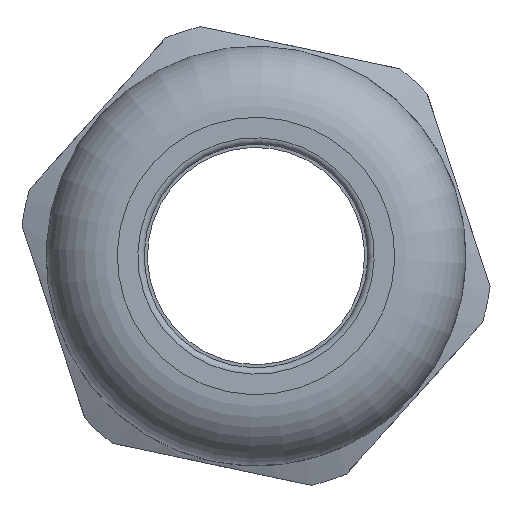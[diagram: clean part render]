
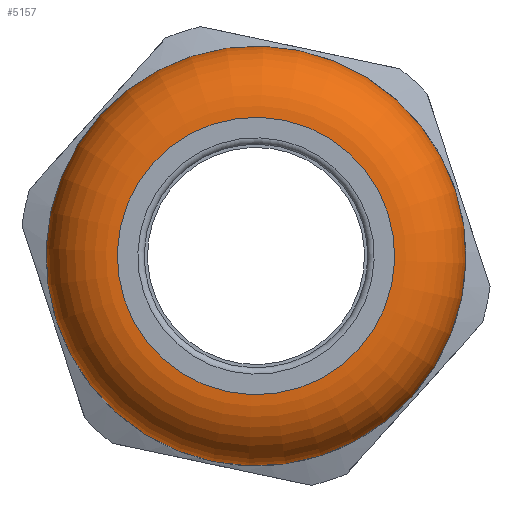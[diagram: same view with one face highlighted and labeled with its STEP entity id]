
A CAD part, left-side view. The second image highlights one B-rep face of the part: STEP entity #5157.
In plain terms, the highlighted toroidal (fillet/blend) face has major radius 6.515 mm and minor radius 3.34 mm.
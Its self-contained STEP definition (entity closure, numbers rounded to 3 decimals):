
#134=FACE_BOUND('',#1650,.T.);
#1332=FACE_OUTER_BOUND('',#1649,.T.);
#1649=EDGE_LOOP('',(#2617));
#1650=EDGE_LOOP('',(#2618));
#2617=ORIENTED_EDGE('',*,*,#3780,.T.);
#2618=ORIENTED_EDGE('',*,*,#3782,.F.);
#3780=EDGE_CURVE('',#4427,#4427,#4831,.T.);
#3782=EDGE_CURVE('',#4429,#4429,#4833,.T.);
#4427=VERTEX_POINT('',#10467);
#4429=VERTEX_POINT('',#10474);
#4831=CIRCLE('',#5674,6.515);
#4833=CIRCLE('',#5679,9.855);
#5002=TOROIDAL_SURFACE('',#5678,6.515,3.34);
#5157=ADVANCED_FACE('',(#1332,#134),#5002,.T.);
#5674=AXIS2_PLACEMENT_3D('',#10468,#6686,#6687);
#5678=AXIS2_PLACEMENT_3D('',#10473,#6694,#6695);
#5679=AXIS2_PLACEMENT_3D('',#10475,#6696,#6697);
#6686=DIRECTION('center_axis',(1.,0.,0.));
#6687=DIRECTION('ref_axis',(0.,0.,-1.));
#6694=DIRECTION('center_axis',(1.,0.,0.));
#6695=DIRECTION('ref_axis',(0.,0.,-1.));
#6696=DIRECTION('center_axis',(1.,0.,0.));
#6697=DIRECTION('ref_axis',(0.,0.,-1.));
#10467=CARTESIAN_POINT('',(-18.86,6.515,0.));
#10468=CARTESIAN_POINT('Origin',(-18.86,0.,0.));
#10473=CARTESIAN_POINT('Origin',(-15.52,0.,0.));
#10474=CARTESIAN_POINT('',(-15.52,9.855,0.));
#10475=CARTESIAN_POINT('Origin',(-15.52,0.,0.));
